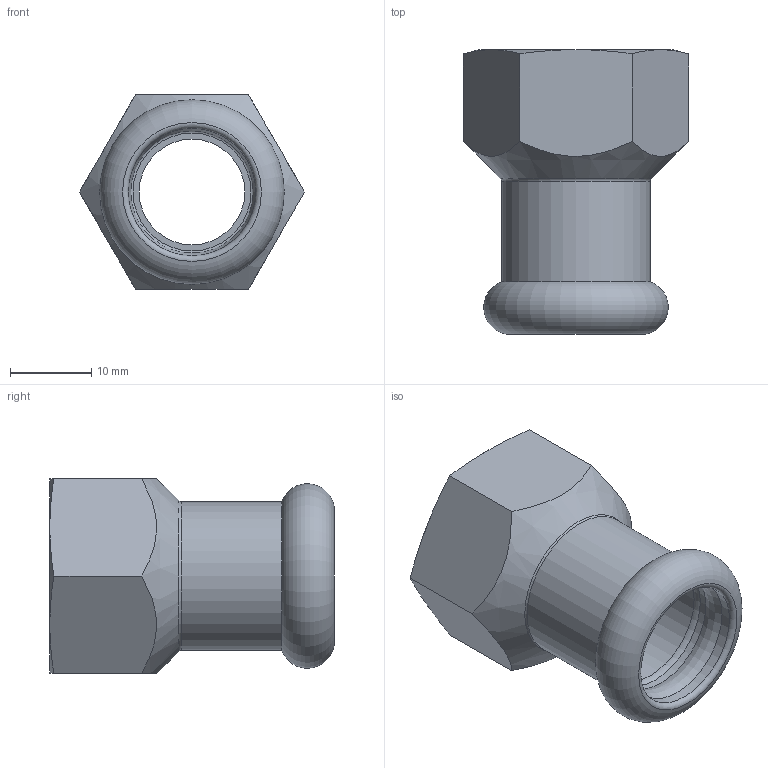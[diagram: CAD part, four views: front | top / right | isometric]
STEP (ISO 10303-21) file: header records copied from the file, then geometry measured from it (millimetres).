
FILE_DESCRIPTION(/* description */ ('MANICOTTO FILETTATO FEMMINA 15x3/8"'),/* implementation_level */ '2;1');
FILE_NAME(/* name */ '390308015_Steelpres.stp',/* time_stamp */ '2022-10-21T16:41:45+02:00',/* author */ ('Vault'),/* organization */ ('Raccorderie metalliche s.p.a. '),/* preprocessor_version */ 'ST-DEVELOPER v18.1',/* originating_system */ 'Autodesk Inventor 2020',/* authorisation */ 'Raccorderie metalliche s.p.a. ');
FILE_SCHEMA (('AUTOMOTIVE_DESIGN { 1 0 10303 214 3 1 1 }'));
Length unit declared in the file: millimetre
Products named in the file (1): 390308015_Steelpres
Bounding box: 27.71 x 35 x 24 mm (x, y, z)
Volume: 6592.3 mm3; surface area: 4877.6 mm2
Topology: 1 solids, 1 shells, 31 faces, 83 edges, 55 vertices
Faces by surface type: plane 9, cone 9, cylinder 7, torus 6
Full cylindrical faces by diameter (mm): 13 x1, 14.95 x1, 15.3 x1, 15.7 x2, 18 x1, 18.3 x1
Entity records: 1023 total; most frequent: CARTESIAN_POINT 208, DIRECTION 176, ORIENTED_EDGE 166, EDGE_CURVE 83, AXIS2_PLACEMENT_3D 80, VERTEX_POINT 55, CIRCLE 48, EDGE_LOOP 34
